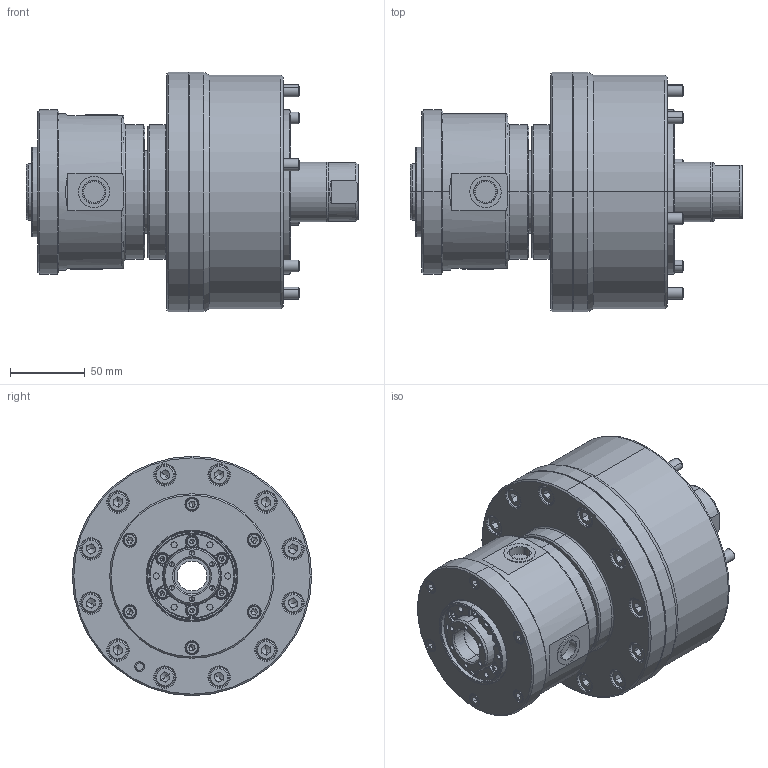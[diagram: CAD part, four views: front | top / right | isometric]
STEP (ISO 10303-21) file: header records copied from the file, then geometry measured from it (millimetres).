
FILE_DESCRIPTION (( 'STEP AP203' ), '1' );
FILE_NAME ('CF-RC-125.STEP', '2022-08-29T05:35:50', ( '' ), ( '' ), 'SwSTEP 2.0', 'SolidWorks 2020', '' );
FILE_SCHEMA (( 'CONFIG_CONTROL_DESIGN' ));
Length unit declared in the file: millimetre
Products named in the file (12): 圓頭內六角螺栓_M8x80; CF-RC-08-02000; 圓頭內六角螺栓_M8x25; CF-RC-08-01000; 圓頭內六角螺栓_M5x10; CF-RC-08-03000; 圓頭內六角螺栓_M4x10; CF-RC-08-04000; 塑膠管塞_PT3_8; CF-RC-08-05000; CF-RC-125; CF-RC-08-07000
Assembly tree (33 placements, depth 2):
  CF-RC-125
    CF-RC-08-02000
    CF-RC-08-01000
    CF-RC-08-03000
    CF-RC-08-04000
    CF-RC-08-05000
    CF-RC-08-07000
    圓頭內六角螺栓_M8x80  x6
    圓頭內六角螺栓_M8x25  x6
    圓頭內六角螺栓_M5x10  x6
    圓頭內六角螺栓_M4x10  x6
    塑膠管塞_PT3_8  x3
Bounding box: 222 x 160 x 160 mm (x, y, z)
Volume: 1901547.8 mm3; surface area: 363710.6 mm2
Topology: 33 solids, 33 shells, 1215 faces, 2767 edges, 1643 vertices
Faces by surface type: plane 484, cylinder 377, cone 333, torus 21
Entity records: 21656 total; most frequent: DIRECTION 3751, CARTESIAN_POINT 3526, ORIENTED_EDGE 3098, EDGE_CURVE 1549, AXIS2_PLACEMENT_3D 1528, VERTEX_POINT 959, EDGE_LOOP 864, CIRCLE 797
